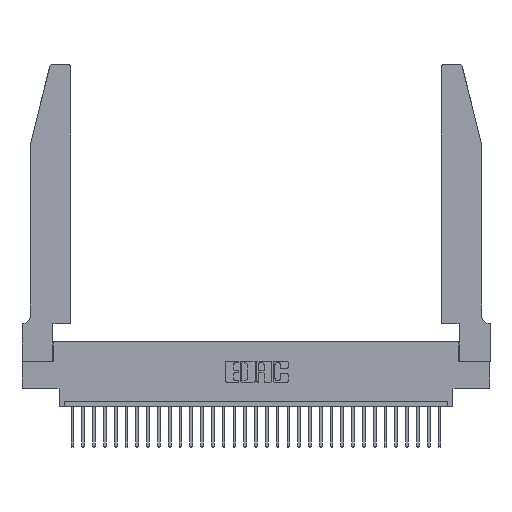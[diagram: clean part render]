
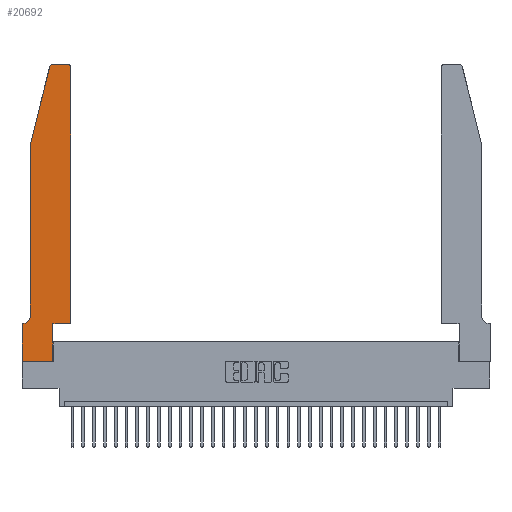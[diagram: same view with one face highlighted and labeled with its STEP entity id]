
A CAD part, top view. The second image highlights one B-rep face of the part: STEP entity #20692.
In plain terms, the highlighted planar face has unit normal (0, 0, 1).
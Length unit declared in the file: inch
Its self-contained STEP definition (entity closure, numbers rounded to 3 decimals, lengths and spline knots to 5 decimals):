
#237 = ORIENTED_EDGE ( 'NONE', *, *, #17504, .T. ) ;
#878 = CARTESIAN_POINT ( 'NONE',  ( 0.4505, 0.35, 0.37 ) ) ;
#1029 = LINE ( 'NONE', #16758, #14198 ) ;
#1541 = ORIENTED_EDGE ( 'NONE', *, *, #28266, .T. ) ;
#1866 = VERTEX_POINT ( 'NONE', #18851 ) ;
#1981 = AXIS2_PLACEMENT_3D ( 'NONE', #15183, #25417, #10500 ) ;
#2383 = VERTEX_POINT ( 'NONE', #23177 ) ;
#2617 = ORIENTED_EDGE ( 'NONE', *, *, #10493, .T. ) ;
#3695 = CARTESIAN_POINT ( 'NONE',  ( 0.4205, 2.75, 0.37 ) ) ;
#3790 = AXIS2_PLACEMENT_3D ( 'NONE', #18407, #23297, #3811 ) ;
#3811 = DIRECTION ( 'NONE',  ( -1., 0., 0. ) ) ;
#4180 = VERTEX_POINT ( 'NONE', #16996 ) ;
#4748 = CIRCLE ( 'NONE', #27030, 0.03 ) ;
#5152 = DIRECTION ( 'NONE',  ( 1., 0., 0. ) ) ;
#6464 = ORIENTED_EDGE ( 'NONE', *, *, #31658, .T. ) ;
#7542 = LINE ( 'NONE', #16837, #14533 ) ;
#7568 = CARTESIAN_POINT ( 'NONE',  ( 0., 0.35, 0.37 ) ) ;
#8024 = ORIENTED_EDGE ( 'NONE', *, *, #11143, .T. ) ;
#8193 = CIRCLE ( 'NONE', #3790, 0.07 ) ;
#8249 = EDGE_CURVE ( 'NONE', #23288, #10102, #4748, .T. ) ;
#8507 = VECTOR ( 'NONE', #15259, 39.37008 ) ;
#8547 = PLANE ( 'NONE',  #27172 ) ;
#8860 = CARTESIAN_POINT ( 'NONE',  ( 0.4505, 0.35, 0.37 ) ) ;
#9085 = LINE ( 'NONE', #12117, #23495 ) ;
#9437 = VERTEX_POINT ( 'NONE', #25089 ) ;
#9655 = LINE ( 'NONE', #20123, #8507 ) ;
#10102 = VERTEX_POINT ( 'NONE', #31260 ) ;
#10319 = DIRECTION ( 'NONE',  ( -1., 0., 0. ) ) ;
#10493 = EDGE_CURVE ( 'NONE', #24123, #30888, #9655, .T. ) ;
#10500 = DIRECTION ( 'NONE',  ( 1., 0., 0. ) ) ;
#10764 = EDGE_CURVE ( 'NONE', #23588, #2383, #24799, .T. ) ;
#10964 = DIRECTION ( 'NONE',  ( 1., 0., 0. ) ) ;
#10985 = VERTEX_POINT ( 'NONE', #21178 ) ;
#11143 = EDGE_CURVE ( 'NONE', #31365, #4180, #31039, .T. ) ;
#11668 = CIRCLE ( 'NONE', #1981, 0.03 ) ;
#12115 = VECTOR ( 'NONE', #31291, 39.37008 ) ;
#12117 = CARTESIAN_POINT ( 'NONE',  ( 0., 0., 0.37 ) ) ;
#12367 = DIRECTION ( 'NONE',  ( 0., 0., 1. ) ) ;
#14198 = VECTOR ( 'NONE', #31787, 39.37008 ) ;
#14533 = VECTOR ( 'NONE', #29673, 39.37008 ) ;
#15183 = CARTESIAN_POINT ( 'NONE',  ( 0.4205, 2.72, 0.37 ) ) ;
#15259 = DIRECTION ( 'NONE',  ( 0., -1., 0. ) ) ;
#15384 = CARTESIAN_POINT ( 'NONE',  ( 0.2865, 0.35, 0.37 ) ) ;
#15607 = ORIENTED_EDGE ( 'NONE', *, *, #16473, .T. ) ;
#15643 = DIRECTION ( 'NONE',  ( 0., 0., 1. ) ) ;
#15742 = ORIENTED_EDGE ( 'NONE', *, *, #23403, .T. ) ;
#16473 = EDGE_CURVE ( 'NONE', #2383, #1866, #30041, .T. ) ;
#16758 = CARTESIAN_POINT ( 'NONE',  ( 0.2605, 2.75, 0.37 ) ) ;
#16837 = CARTESIAN_POINT ( 'NONE',  ( 0.0755, 2., 0.37 ) ) ;
#16996 = CARTESIAN_POINT ( 'NONE',  ( 0.0755, 0.42, 0.37 ) ) ;
#17358 = EDGE_CURVE ( 'NONE', #4180, #9437, #8193, .T. ) ;
#17504 = EDGE_CURVE ( 'NONE', #10985, #23588, #28023, .T. ) ;
#17862 = EDGE_LOOP ( 'NONE', ( #21201, #30630, #28793, #8024, #31958, #6464, #2617, #15742, #237, #24117, #15607, #1541 ) ) ;
#17935 = CARTESIAN_POINT ( 'NONE',  ( 0.284, 2.72, 0.37 ) ) ;
#18220 = VECTOR ( 'NONE', #10964, 39.37008 ) ;
#18407 = CARTESIAN_POINT ( 'NONE',  ( 0.0055, 0.42, 0.37 ) ) ;
#18851 = CARTESIAN_POINT ( 'NONE',  ( 0.4505, 2.72, 0.37 ) ) ;
#19560 = CARTESIAN_POINT ( 'NONE',  ( 0.0755, 2., 0.37 ) ) ;
#20123 = CARTESIAN_POINT ( 'NONE',  ( 0., 0., 0.37 ) ) ;
#20518 = CARTESIAN_POINT ( 'NONE',  ( 0., 0.35, 0.37 ) ) ;
#20692 = ADVANCED_FACE ( 'NONE', ( #29908 ), #8547, .T. ) ;
#21001 = VECTOR ( 'NONE', #28939, 39.37008 ) ;
#21178 = CARTESIAN_POINT ( 'NONE',  ( 0.2865, 0., 0.37 ) ) ;
#21201 = ORIENTED_EDGE ( 'NONE', *, *, #22483, .T. ) ;
#22377 = DIRECTION ( 'NONE',  ( 0., -1., 0. ) ) ;
#22483 = EDGE_CURVE ( 'NONE', #29355, #23288, #1029, .T. ) ;
#22927 = DIRECTION ( 'NONE',  ( 1., 0., 0. ) ) ;
#23173 = LINE ( 'NONE', #23507, #30957 ) ;
#23177 = CARTESIAN_POINT ( 'NONE',  ( 0.4505, 0.35, 0.37 ) ) ;
#23288 = VERTEX_POINT ( 'NONE', #25400 ) ;
#23297 = DIRECTION ( 'NONE',  ( 0., 0., -1. ) ) ;
#23403 = EDGE_CURVE ( 'NONE', #30888, #10985, #9085, .T. ) ;
#23495 = VECTOR ( 'NONE', #29509, 39.37008 ) ;
#23507 = CARTESIAN_POINT ( 'NONE',  ( 0.0755, 0.35, 0.37 ) ) ;
#23588 = VERTEX_POINT ( 'NONE', #15384 ) ;
#24117 = ORIENTED_EDGE ( 'NONE', *, *, #10764, .T. ) ;
#24123 = VERTEX_POINT ( 'NONE', #7568 ) ;
#24799 = LINE ( 'NONE', #878, #18220 ) ;
#25089 = CARTESIAN_POINT ( 'NONE',  ( 0.0055, 0.35, 0.37 ) ) ;
#25400 = CARTESIAN_POINT ( 'NONE',  ( 0.284, 2.75, 0.37 ) ) ;
#25417 = DIRECTION ( 'NONE',  ( 0., 0., 1. ) ) ;
#26251 = EDGE_CURVE ( 'NONE', #10102, #31365, #7542, .T. ) ;
#27030 = AXIS2_PLACEMENT_3D ( 'NONE', #17935, #15643, #22927 ) ;
#27172 = AXIS2_PLACEMENT_3D ( 'NONE', #20518, #12367, #5152 ) ;
#28023 = LINE ( 'NONE', #31329, #21001 ) ;
#28266 = EDGE_CURVE ( 'NONE', #1866, #29355, #11668, .T. ) ;
#28793 = ORIENTED_EDGE ( 'NONE', *, *, #26251, .T. ) ;
#28939 = DIRECTION ( 'NONE',  ( 0., 1., 0. ) ) ;
#29355 = VERTEX_POINT ( 'NONE', #3695 ) ;
#29452 = VECTOR ( 'NONE', #22377, 39.37008 ) ;
#29509 = DIRECTION ( 'NONE',  ( 1., 0., 0. ) ) ;
#29673 = DIRECTION ( 'NONE',  ( -0.239, -0.971, 0. ) ) ;
#29908 = FACE_OUTER_BOUND ( 'NONE', #17862, .T. ) ;
#30041 = LINE ( 'NONE', #8860, #12115 ) ;
#30630 = ORIENTED_EDGE ( 'NONE', *, *, #8249, .T. ) ;
#30656 = CARTESIAN_POINT ( 'NONE',  ( 0.0755, 2., 0.37 ) ) ;
#30888 = VERTEX_POINT ( 'NONE', #31117 ) ;
#30957 = VECTOR ( 'NONE', #10319, 39.37008 ) ;
#31039 = LINE ( 'NONE', #19560, #29452 ) ;
#31117 = CARTESIAN_POINT ( 'NONE',  ( 0., 0., 0.37 ) ) ;
#31260 = CARTESIAN_POINT ( 'NONE',  ( 0.25487, 2.72718, 0.37 ) ) ;
#31291 = DIRECTION ( 'NONE',  ( 0., 1., 0. ) ) ;
#31329 = CARTESIAN_POINT ( 'NONE',  ( 0.2865, 0.35, 0.37 ) ) ;
#31365 = VERTEX_POINT ( 'NONE', #30656 ) ;
#31658 = EDGE_CURVE ( 'NONE', #9437, #24123, #23173, .T. ) ;
#31787 = DIRECTION ( 'NONE',  ( -1., 0., 0. ) ) ;
#31958 = ORIENTED_EDGE ( 'NONE', *, *, #17358, .T. ) ;
